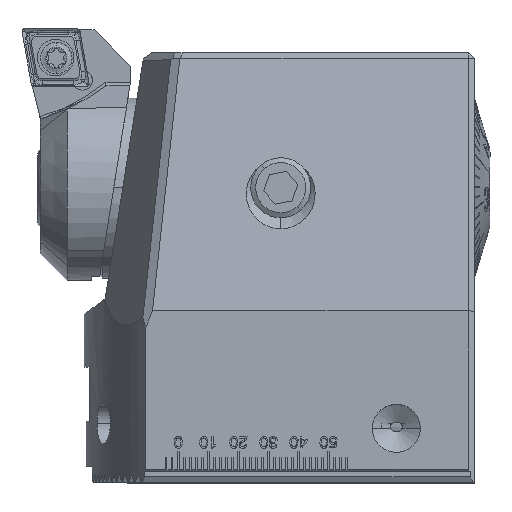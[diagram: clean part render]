
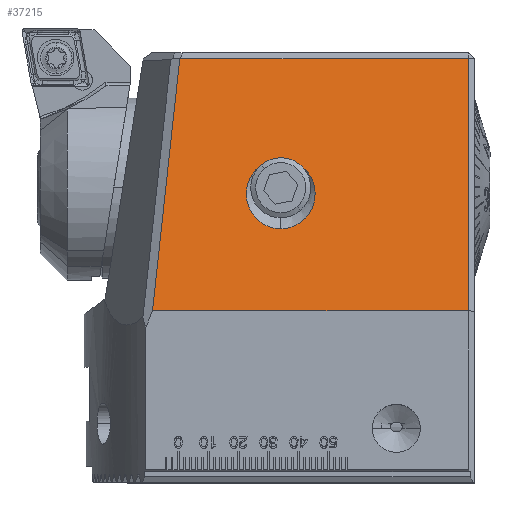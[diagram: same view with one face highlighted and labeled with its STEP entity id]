
A CAD part, top view. The second image highlights one B-rep face of the part: STEP entity #37215.
In plain terms, the highlighted planar face has unit normal (0, 0.174, 0.985).
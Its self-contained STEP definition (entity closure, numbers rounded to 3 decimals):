
#11 = EDGE_CURVE ( 'NONE', #33104, #44887, #25005, .T. ) ;
#1916 = EDGE_CURVE ( 'NONE', #14048, #10435, #15857, .T. ) ;
#3419 = ORIENTED_EDGE ( 'NONE', *, *, #11, .F. ) ;
#4795 = CARTESIAN_POINT ( 'NONE',  ( 42.25, -33.262, 32.592 ) ) ;
#5381 = AXIS2_PLACEMENT_3D ( 'NONE', #44949, #37945, #16287 ) ;
#8850 = ORIENTED_EDGE ( 'NONE', *, *, #20931, .T. ) ;
#9274 = LINE ( 'NONE', #38528, #45309 ) ;
#10435 = VERTEX_POINT ( 'NONE', #36533 ) ;
#10521 = CARTESIAN_POINT ( 'NONE',  ( 20.879, -47.027, 35.019 ) ) ;
#12229 = VECTOR ( 'NONE', #14160, 1000. ) ;
#12685 = PLANE ( 'NONE',  #5381 ) ;
#14048 = VERTEX_POINT ( 'NONE', #19599 ) ;
#14160 = DIRECTION ( 'NONE',  ( -0.106, -0.979, 0.173 ) ) ;
#15378 = VERTEX_POINT ( 'NONE', #20371 ) ;
#15857 = LINE ( 'NONE', #24281, #24381 ) ;
#16287 = DIRECTION ( 'NONE',  ( 0., -0.985, 0.174 ) ) ;
#17987 = ORIENTED_EDGE ( 'NONE', *, *, #45701, .T. ) ;
#18355 = FACE_OUTER_BOUND ( 'NONE', #28109, .T. ) ;
#19599 = CARTESIAN_POINT ( 'NONE',  ( 73.5, -46.92, 35. ) ) ;
#19836 = CARTESIAN_POINT ( 'NONE',  ( 30.8, -21.629, 30.541 ) ) ;
#20371 = CARTESIAN_POINT ( 'NONE',  ( 25.431, -4.905, 27.592 ) ) ;
#20931 = EDGE_CURVE ( 'NONE', #34588, #14048, #9274, .T. ) ;
#22700 = CARTESIAN_POINT ( 'NONE',  ( 42.25, -21.629, 30.541 ) ) ;
#22988 = CARTESIAN_POINT ( 'NONE',  ( 42.25, -21.629, 30.541 ) ) ;
#23071 = ORIENTED_EDGE ( 'NONE', *, *, #35155, .F. ) ;
#24267 = CARTESIAN_POINT ( 'NONE',  ( 42.25, -33.262, 32.592 ) ) ;
#24281 = CARTESIAN_POINT ( 'NONE',  ( 73.5, -46.92, 35. ) ) ;
#24381 = VECTOR ( 'NONE', #24765, 1000. ) ;
#24430 = CARTESIAN_POINT ( 'NONE',  ( 30.8, -33.262, 32.592 ) ) ;
#24765 = DIRECTION ( 'NONE',  ( 0., 0.985, -0.174 ) ) ;
#25005 =( BOUNDED_CURVE ( )  B_SPLINE_CURVE ( 3, ( #22700, #19836, #24430, #24267 ),
 .UNSPECIFIED., .F., .F. ) 
 B_SPLINE_CURVE_WITH_KNOTS ( ( 4, 4 ),
 ( 3.142, 6.283 ),
 .UNSPECIFIED. ) 
 CURVE ( )  GEOMETRIC_REPRESENTATION_ITEM ( )  RATIONAL_B_SPLINE_CURVE ( ( 1., 0.333, 0.333, 1. ) ) 
 REPRESENTATION_ITEM ( '' )  );
#26498 = CARTESIAN_POINT ( 'NONE',  ( 53.7, -33.262, 32.592 ) ) ;
#28109 = EDGE_LOOP ( 'NONE', ( #8850, #44317, #17987, #29788 ) ) ;
#29788 = ORIENTED_EDGE ( 'NONE', *, *, #36377, .T. ) ;
#30970 = CARTESIAN_POINT ( 'NONE',  ( 42.25, -33.262, 32.592 ) ) ;
#33104 = VERTEX_POINT ( 'NONE', #37997 ) ;
#34588 = VERTEX_POINT ( 'NONE', #40992 ) ;
#35155 = EDGE_CURVE ( 'NONE', #44887, #33104, #45756, .T. ) ;
#36377 = EDGE_CURVE ( 'NONE', #15378, #34588, #40985, .T. ) ;
#36533 = CARTESIAN_POINT ( 'NONE',  ( 73.5, -4.905, 27.592 ) ) ;
#37215 = ADVANCED_FACE ( 'NONE', ( #18355, #45938 ), #12685, .T. ) ;
#37306 = LINE ( 'NONE', #41066, #43437 ) ;
#37945 = DIRECTION ( 'NONE',  ( 0., 0.174, 0.985 ) ) ;
#37997 = CARTESIAN_POINT ( 'NONE',  ( 42.25, -21.629, 30.541 ) ) ;
#38528 = CARTESIAN_POINT ( 'NONE',  ( -0.001, -46.92, 35. ) ) ;
#40562 = EDGE_LOOP ( 'NONE', ( #23071, #3419 ) ) ;
#40985 = LINE ( 'NONE', #10521, #12229 ) ;
#40992 = CARTESIAN_POINT ( 'NONE',  ( 20.891, -46.92, 35. ) ) ;
#41066 = CARTESIAN_POINT ( 'NONE',  ( -0.001, -4.905, 27.592 ) ) ;
#42084 = DIRECTION ( 'NONE',  ( 1., 0., 0. ) ) ;
#43437 = VECTOR ( 'NONE', #44654, 1000. ) ;
#44317 = ORIENTED_EDGE ( 'NONE', *, *, #1916, .T. ) ;
#44524 = CARTESIAN_POINT ( 'NONE',  ( 53.7, -21.629, 30.541 ) ) ;
#44654 = DIRECTION ( 'NONE',  ( -1., 0., 0. ) ) ;
#44887 = VERTEX_POINT ( 'NONE', #30970 ) ;
#44949 = CARTESIAN_POINT ( 'NONE',  ( -0.001, -46.92, 35. ) ) ;
#45309 = VECTOR ( 'NONE', #42084, 1000. ) ;
#45701 = EDGE_CURVE ( 'NONE', #10435, #15378, #37306, .T. ) ;
#45756 =( BOUNDED_CURVE ( )  B_SPLINE_CURVE ( 3, ( #4795, #26498, #44524, #22988 ),
 .UNSPECIFIED., .F., .F. ) 
 B_SPLINE_CURVE_WITH_KNOTS ( ( 4, 4 ),
 ( 0., 3.142 ),
 .UNSPECIFIED. ) 
 CURVE ( )  GEOMETRIC_REPRESENTATION_ITEM ( )  RATIONAL_B_SPLINE_CURVE ( ( 1., 0.333, 0.333, 1. ) ) 
 REPRESENTATION_ITEM ( '' )  );
#45938 = FACE_BOUND ( 'NONE', #40562, .T. ) ;
